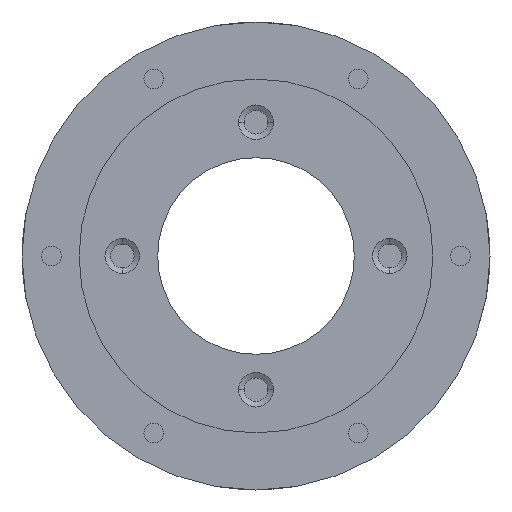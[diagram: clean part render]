
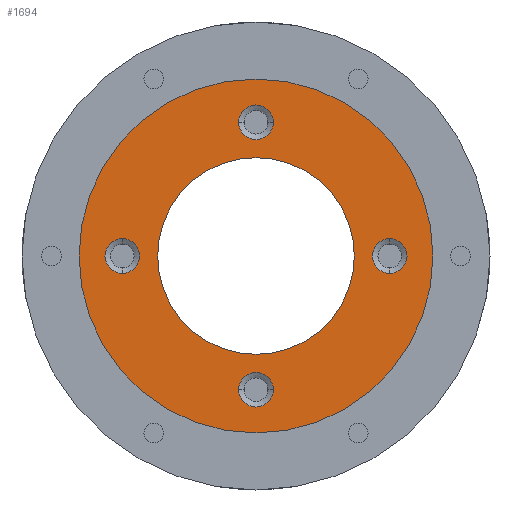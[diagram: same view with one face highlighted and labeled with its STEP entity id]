
A CAD part, left-side view. The second image highlights one B-rep face of the part: STEP entity #1694.
In plain terms, the highlighted planar face has unit normal (-1, 0, 0).
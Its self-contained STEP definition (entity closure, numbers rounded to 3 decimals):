
#30 = VERTEX_POINT ( 'NONE', #2677 ) ;
#59 = CARTESIAN_POINT ( 'NONE',  ( 0., 0., 0. ) ) ;
#69 = AXIS2_PLACEMENT_3D ( 'NONE', #1796, #4125, #2125 ) ;
#70 = ORIENTED_EDGE ( 'NONE', *, *, #1122, .F. ) ;
#140 = EDGE_CURVE ( 'NONE', #504, #2844, #294, .T. ) ;
#142 = CARTESIAN_POINT ( 'NONE',  ( 0., -34., 0. ) ) ;
#165 = EDGE_LOOP ( 'NONE', ( #3934, #491 ) ) ;
#220 = DIRECTION ( 'NONE',  ( -1., 0., 0. ) ) ;
#294 = CIRCLE ( 'NONE', #1848, 4.4 ) ;
#339 = CIRCLE ( 'NONE', #1509, 4.4 ) ;
#378 = DIRECTION ( 'NONE',  ( 0., 0., 1. ) ) ;
#462 = DIRECTION ( 'NONE',  ( 0., 0., -1. ) ) ;
#480 = CIRCLE ( 'NONE', #1164, 4.4 ) ;
#491 = ORIENTED_EDGE ( 'NONE', *, *, #1642, .F. ) ;
#504 = VERTEX_POINT ( 'NONE', #1017 ) ;
#525 = CARTESIAN_POINT ( 'NONE',  ( 0., 0., 34. ) ) ;
#603 = ORIENTED_EDGE ( 'NONE', *, *, #3479, .T. ) ;
#654 = CIRCLE ( 'NONE', #4147, 25. ) ;
#800 = FACE_BOUND ( 'NONE', #2014, .T. ) ;
#873 = DIRECTION ( 'NONE',  ( 0., -1., 0. ) ) ;
#952 = DIRECTION ( 'NONE',  ( -1., 0., 0. ) ) ;
#971 = EDGE_CURVE ( 'NONE', #1049, #1561, #979, .T. ) ;
#979 = CIRCLE ( 'NONE', #2264, 4.4 ) ;
#1017 = CARTESIAN_POINT ( 'NONE',  ( 0., 4.4, -34. ) ) ;
#1049 = VERTEX_POINT ( 'NONE', #3505 ) ;
#1066 = DIRECTION ( 'NONE',  ( -1., 0., 0. ) ) ;
#1108 = AXIS2_PLACEMENT_3D ( 'NONE', #2240, #220, #2584 ) ;
#1122 = EDGE_CURVE ( 'NONE', #1808, #4234, #339, .T. ) ;
#1133 = CIRCLE ( 'NONE', #2837, 25. ) ;
#1139 = DIRECTION ( 'NONE',  ( -1., 0., 0. ) ) ;
#1164 = AXIS2_PLACEMENT_3D ( 'NONE', #142, #2501, #462 ) ;
#1292 = EDGE_CURVE ( 'NONE', #1650, #3888, #3094, .T. ) ;
#1379 = CARTESIAN_POINT ( 'NONE',  ( 0., 0., 0. ) ) ;
#1509 = AXIS2_PLACEMENT_3D ( 'NONE', #525, #2909, #873 ) ;
#1533 = EDGE_CURVE ( 'NONE', #4234, #1808, #4130, .T. ) ;
#1561 = VERTEX_POINT ( 'NONE', #3073 ) ;
#1633 = ORIENTED_EDGE ( 'NONE', *, *, #1533, .F. ) ;
#1642 = EDGE_CURVE ( 'NONE', #2528, #2877, #3607, .T. ) ;
#1650 = VERTEX_POINT ( 'NONE', #3581 ) ;
#1675 = DIRECTION ( 'NONE',  ( -1., 0., 0. ) ) ;
#1694 = ADVANCED_FACE ( 'NONE', ( #800, #2723, #4279, #1718, #3403, #2608 ), #2971, .T. ) ;
#1708 = DIRECTION ( 'NONE',  ( 0., 0., 1. ) ) ;
#1718 = FACE_BOUND ( 'NONE', #165, .T. ) ;
#1720 = CARTESIAN_POINT ( 'NONE',  ( 0., 0., 34. ) ) ;
#1746 = CARTESIAN_POINT ( 'NONE',  ( 0., -4.4, -34. ) ) ;
#1764 = CARTESIAN_POINT ( 'NONE',  ( 0., 34., 4.4 ) ) ;
#1796 = CARTESIAN_POINT ( 'NONE',  ( 0., 0., 0. ) ) ;
#1808 = VERTEX_POINT ( 'NONE', #3322 ) ;
#1810 = DIRECTION ( 'NONE',  ( -1., 0., 0. ) ) ;
#1832 = DIRECTION ( 'NONE',  ( -1., 0., 0. ) ) ;
#1841 = EDGE_LOOP ( 'NONE', ( #3064, #4074 ) ) ;
#1848 = AXIS2_PLACEMENT_3D ( 'NONE', #3167, #1139, #3513 ) ;
#1927 = AXIS2_PLACEMENT_3D ( 'NONE', #3688, #1675, #4010 ) ;
#2014 = EDGE_LOOP ( 'NONE', ( #70, #1633 ) ) ;
#2019 = CARTESIAN_POINT ( 'NONE',  ( 0., 4.4, 34. ) ) ;
#2031 = CIRCLE ( 'NONE', #3060, 45. ) ;
#2062 = DIRECTION ( 'NONE',  ( 0., -1., 0. ) ) ;
#2125 = DIRECTION ( 'NONE',  ( 0., 0., 1. ) ) ;
#2240 = CARTESIAN_POINT ( 'NONE',  ( 0., 34., 0. ) ) ;
#2264 = AXIS2_PLACEMENT_3D ( 'NONE', #3811, #1810, #4152 ) ;
#2370 = EDGE_CURVE ( 'NONE', #30, #3947, #654, .T. ) ;
#2416 = DIRECTION ( 'NONE',  ( -1., 0., 0. ) ) ;
#2470 = AXIS2_PLACEMENT_3D ( 'NONE', #3599, #952, #3320 ) ;
#2501 = DIRECTION ( 'NONE',  ( -1., 0., 0. ) ) ;
#2528 = VERTEX_POINT ( 'NONE', #3151 ) ;
#2536 = ORIENTED_EDGE ( 'NONE', *, *, #3388, .F. ) ;
#2544 = EDGE_LOOP ( 'NONE', ( #3738, #2536 ) ) ;
#2584 = DIRECTION ( 'NONE',  ( 0., 0., 1. ) ) ;
#2608 = FACE_BOUND ( 'NONE', #3156, .T. ) ;
#2677 = CARTESIAN_POINT ( 'NONE',  ( 0., 0., -25. ) ) ;
#2723 = FACE_BOUND ( 'NONE', #1841, .T. ) ;
#2775 = AXIS2_PLACEMENT_3D ( 'NONE', #3839, #1832, #4166 ) ;
#2833 = CIRCLE ( 'NONE', #2775, 4.4 ) ;
#2837 = AXIS2_PLACEMENT_3D ( 'NONE', #59, #2416, #378 ) ;
#2844 = VERTEX_POINT ( 'NONE', #1746 ) ;
#2877 = VERTEX_POINT ( 'NONE', #1764 ) ;
#2909 = DIRECTION ( 'NONE',  ( -1., 0., 0. ) ) ;
#2971 = PLANE ( 'NONE',  #2470 ) ;
#3020 = EDGE_CURVE ( 'NONE', #2877, #2528, #2833, .T. ) ;
#3060 = AXIS2_PLACEMENT_3D ( 'NONE', #3093, #1066, #3431 ) ;
#3064 = ORIENTED_EDGE ( 'NONE', *, *, #3603, .F. ) ;
#3073 = CARTESIAN_POINT ( 'NONE',  ( 0., -34., -4.4 ) ) ;
#3093 = CARTESIAN_POINT ( 'NONE',  ( 0., 0., 0. ) ) ;
#3094 = CIRCLE ( 'NONE', #69, 45. ) ;
#3151 = CARTESIAN_POINT ( 'NONE',  ( 0., 34., -4.4 ) ) ;
#3156 = EDGE_LOOP ( 'NONE', ( #4308, #3416 ) ) ;
#3167 = CARTESIAN_POINT ( 'NONE',  ( 0., 0., -34. ) ) ;
#3269 = CARTESIAN_POINT ( 'NONE',  ( 0., 0., 25. ) ) ;
#3320 = DIRECTION ( 'NONE',  ( 0., 0., 1. ) ) ;
#3322 = CARTESIAN_POINT ( 'NONE',  ( 0., -4.4, 34. ) ) ;
#3388 = EDGE_CURVE ( 'NONE', #2844, #504, #3913, .T. ) ;
#3403 = FACE_OUTER_BOUND ( 'NONE', #3953, .T. ) ;
#3416 = ORIENTED_EDGE ( 'NONE', *, *, #2370, .F. ) ;
#3431 = DIRECTION ( 'NONE',  ( 0., 0., 1. ) ) ;
#3477 = EDGE_CURVE ( 'NONE', #3947, #30, #1133, .T. ) ;
#3479 = EDGE_CURVE ( 'NONE', #3888, #1650, #2031, .T. ) ;
#3505 = CARTESIAN_POINT ( 'NONE',  ( 0., -34., 4.4 ) ) ;
#3513 = DIRECTION ( 'NONE',  ( 0., 1., 0. ) ) ;
#3558 = CARTESIAN_POINT ( 'NONE',  ( 0., 0., -45. ) ) ;
#3581 = CARTESIAN_POINT ( 'NONE',  ( 0., 0., 45. ) ) ;
#3599 = CARTESIAN_POINT ( 'NONE',  ( 0., -45., 0. ) ) ;
#3603 = EDGE_CURVE ( 'NONE', #1561, #1049, #480, .T. ) ;
#3607 = CIRCLE ( 'NONE', #1108, 4.4 ) ;
#3678 = AXIS2_PLACEMENT_3D ( 'NONE', #1720, #4065, #2062 ) ;
#3688 = CARTESIAN_POINT ( 'NONE',  ( 0., 0., -34. ) ) ;
#3722 = DIRECTION ( 'NONE',  ( -1., 0., 0. ) ) ;
#3738 = ORIENTED_EDGE ( 'NONE', *, *, #140, .F. ) ;
#3811 = CARTESIAN_POINT ( 'NONE',  ( 0., -34., 0. ) ) ;
#3839 = CARTESIAN_POINT ( 'NONE',  ( 0., 34., 0. ) ) ;
#3888 = VERTEX_POINT ( 'NONE', #3558 ) ;
#3913 = CIRCLE ( 'NONE', #1927, 4.4 ) ;
#3934 = ORIENTED_EDGE ( 'NONE', *, *, #3020, .F. ) ;
#3947 = VERTEX_POINT ( 'NONE', #3269 ) ;
#3953 = EDGE_LOOP ( 'NONE', ( #4244, #603 ) ) ;
#4010 = DIRECTION ( 'NONE',  ( 0., 1., 0. ) ) ;
#4065 = DIRECTION ( 'NONE',  ( -1., 0., 0. ) ) ;
#4074 = ORIENTED_EDGE ( 'NONE', *, *, #971, .F. ) ;
#4125 = DIRECTION ( 'NONE',  ( -1., 0., 0. ) ) ;
#4130 = CIRCLE ( 'NONE', #3678, 4.4 ) ;
#4147 = AXIS2_PLACEMENT_3D ( 'NONE', #1379, #3722, #1708 ) ;
#4152 = DIRECTION ( 'NONE',  ( 0., 0., -1. ) ) ;
#4166 = DIRECTION ( 'NONE',  ( 0., 0., 1. ) ) ;
#4234 = VERTEX_POINT ( 'NONE', #2019 ) ;
#4244 = ORIENTED_EDGE ( 'NONE', *, *, #1292, .T. ) ;
#4279 = FACE_BOUND ( 'NONE', #2544, .T. ) ;
#4308 = ORIENTED_EDGE ( 'NONE', *, *, #3477, .F. ) ;
